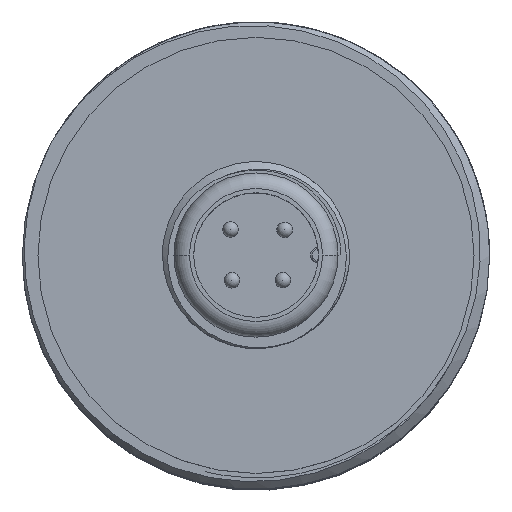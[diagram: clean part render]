
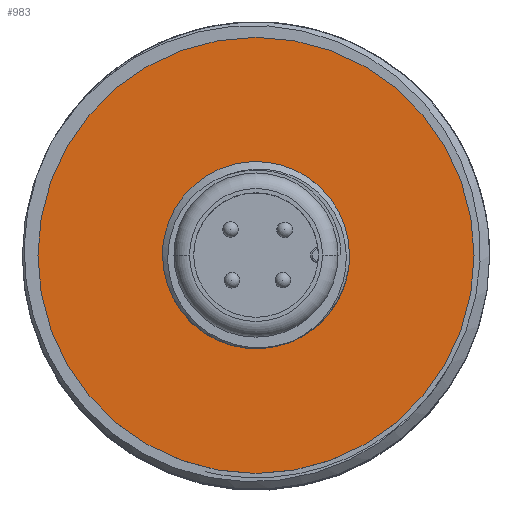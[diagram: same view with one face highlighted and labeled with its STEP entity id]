
A CAD part, top view. The second image highlights one B-rep face of the part: STEP entity #983.
In plain terms, the highlighted face is planar.
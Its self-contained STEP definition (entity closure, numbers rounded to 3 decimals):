
#125 = CIRCLE ( 'NONE', #10517, 5.45 ) ;
#474 = DIRECTION ( 'NONE',  ( 0., 0., 1. ) ) ;
#553 = DIRECTION ( 'NONE',  ( 1., 0., 0. ) ) ;
#845 = EDGE_LOOP ( 'NONE', ( #5269, #4981 ) ) ;
#983 = ADVANCED_FACE ( 'NONE', ( #12134, #10998 ), #1768, .F. ) ;
#1505 = CARTESIAN_POINT ( 'NONE',  ( 14., 0., 0. ) ) ;
#1585 = ORIENTED_EDGE ( 'NONE', *, *, #4891, .T. ) ;
#1768 = PLANE ( 'NONE',  #10365 ) ;
#1799 = EDGE_CURVE ( 'NONE', #3458, #13413, #7714, .T. ) ;
#1810 = DIRECTION ( 'NONE',  ( 1., 0., 0. ) ) ;
#1958 = CARTESIAN_POINT ( 'NONE',  ( 0., 0., 0. ) ) ;
#2066 = CARTESIAN_POINT ( 'NONE',  ( -14., 0., 0. ) ) ;
#2129 = CARTESIAN_POINT ( 'NONE',  ( 5.45, 0., 0. ) ) ;
#3124 = AXIS2_PLACEMENT_3D ( 'NONE', #1958, #5505, #1810 ) ;
#3458 = VERTEX_POINT ( 'NONE', #1505 ) ;
#4891 = EDGE_CURVE ( 'NONE', #5016, #5915, #13898, .T. ) ;
#4959 = AXIS2_PLACEMENT_3D ( 'NONE', #14793, #6778, #5784 ) ;
#4981 = ORIENTED_EDGE ( 'NONE', *, *, #1799, .F. ) ;
#5016 = VERTEX_POINT ( 'NONE', #12358 ) ;
#5269 = ORIENTED_EDGE ( 'NONE', *, *, #10163, .F. ) ;
#5505 = DIRECTION ( 'NONE',  ( 0., 0., 1. ) ) ;
#5784 = DIRECTION ( 'NONE',  ( 1., 0., 0. ) ) ;
#5915 = VERTEX_POINT ( 'NONE', #2129 ) ;
#6308 = CARTESIAN_POINT ( 'NONE',  ( 0., 0., 0. ) ) ;
#6385 = DIRECTION ( 'NONE',  ( 1., 0., 0. ) ) ;
#6778 = DIRECTION ( 'NONE',  ( 0., 0., 1. ) ) ;
#7714 = CIRCLE ( 'NONE', #3124, 14. ) ;
#8350 = DIRECTION ( 'NONE',  ( 0., 0., 1. ) ) ;
#8490 = CARTESIAN_POINT ( 'NONE',  ( 0., 0., 0. ) ) ;
#9922 = ORIENTED_EDGE ( 'NONE', *, *, #13249, .T. ) ;
#10163 = EDGE_CURVE ( 'NONE', #13413, #3458, #11980, .T. ) ;
#10254 = AXIS2_PLACEMENT_3D ( 'NONE', #14092, #8350, #13033 ) ;
#10365 = AXIS2_PLACEMENT_3D ( 'NONE', #8490, #474, #553 ) ;
#10517 = AXIS2_PLACEMENT_3D ( 'NONE', #6308, #13185, #6385 ) ;
#10998 = FACE_OUTER_BOUND ( 'NONE', #845, .T. ) ;
#11980 = CIRCLE ( 'NONE', #4959, 14. ) ;
#12026 = EDGE_LOOP ( 'NONE', ( #9922, #1585 ) ) ;
#12134 = FACE_BOUND ( 'NONE', #12026, .T. ) ;
#12358 = CARTESIAN_POINT ( 'NONE',  ( -5.45, 0., 0. ) ) ;
#13033 = DIRECTION ( 'NONE',  ( 1., 0., 0. ) ) ;
#13185 = DIRECTION ( 'NONE',  ( 0., 0., 1. ) ) ;
#13249 = EDGE_CURVE ( 'NONE', #5915, #5016, #125, .T. ) ;
#13413 = VERTEX_POINT ( 'NONE', #2066 ) ;
#13898 = CIRCLE ( 'NONE', #10254, 5.45 ) ;
#14092 = CARTESIAN_POINT ( 'NONE',  ( 0., 0., 0. ) ) ;
#14793 = CARTESIAN_POINT ( 'NONE',  ( 0., 0., 0. ) ) ;
